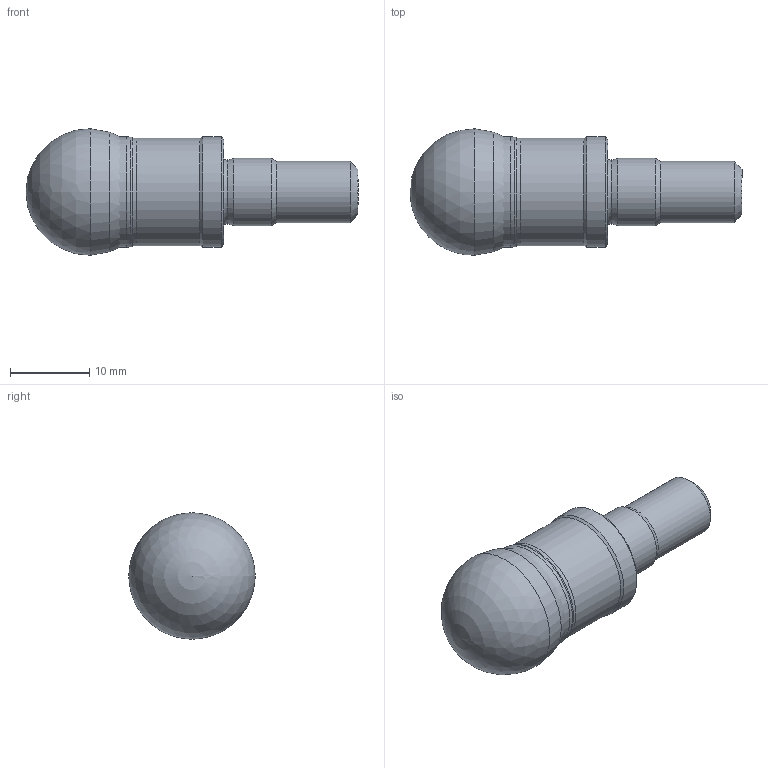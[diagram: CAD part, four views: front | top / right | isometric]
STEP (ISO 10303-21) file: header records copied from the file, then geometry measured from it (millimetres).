
FILE_DESCRIPTION(/* description */ (''),/* implementation_level */ '2;1');
FILE_NAME(/* name */ 'APMR-P3216-D16-M08-L25.stp',/* time_stamp */ '2023-09-29T20:01:14+03:00',/* author */ (''),/* organization */ (''),/* preprocessor_version */ 'ST-DEVELOPER v19.4',/* originating_system */ 'SIEMENS PLM Software NX2306.5001',/* authorisation */ '');
FILE_SCHEMA (('AUTOMOTIVE_DESIGN { 1 0 10303 214 3 1 1 1 }'));
Length unit declared in the file: millimetre
Products named in the file (1): APMR-P3216-D16-M08-L25-LIGHT_x_t_objects
Bounding box: 42 x 16 x 16 mm (x, y, z)
Volume: 6142.7 mm3; surface area: 2395.5 mm2
Topology: 2 solids, 2 shells, 22 faces, 42 edges, 23 vertices
Faces by surface type: cone 8, cylinder 5, sphere 3, plane 3, torus 3
Full cylindrical faces by diameter (mm): 7.75 x1, 8.5 x1, 13.6 x1, 14 x2
Entity records: 492 total; most frequent: DIRECTION 92, CARTESIAN_POINT 69, ORIENTED_EDGE 48, AXIS2_PLACEMENT_3D 45, EDGE_LOOP 38, FACE_BOUND 32, EDGE_CURVE 24, ADVANCED_FACE 22
